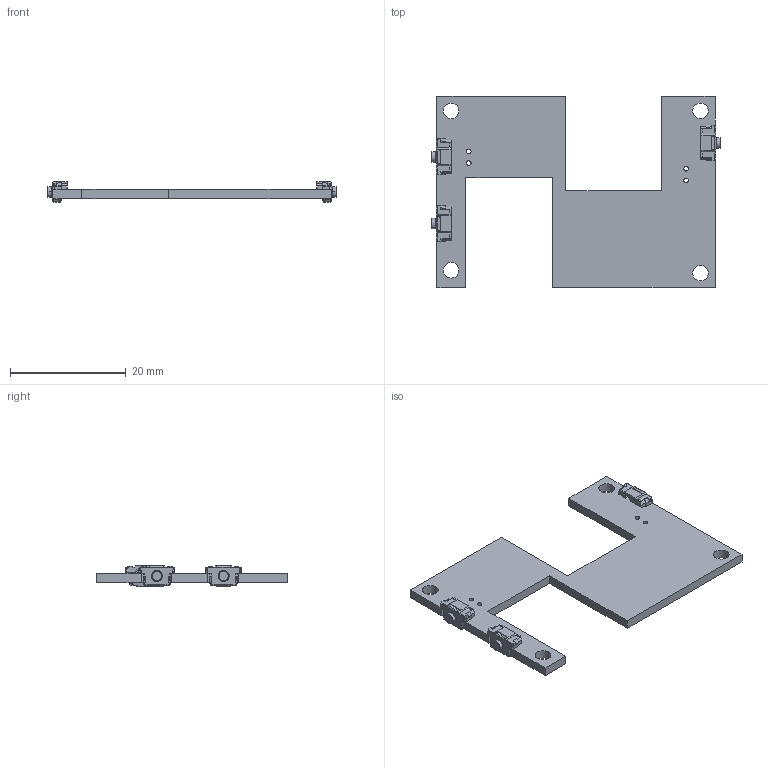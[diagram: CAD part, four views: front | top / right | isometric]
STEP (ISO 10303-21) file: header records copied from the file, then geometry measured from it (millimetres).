
FILE_DESCRIPTION(('KiCad electronic assembly'),'2;1');
FILE_NAME('watch.step','2022-11-06T11:55:24',('Pcbnew'),('Kicad'), 'Open CASCADE STEP processor 7.5','KiCad to STEP converter','Unknown' );
FILE_SCHEMA(('AUTOMOTIVE_DESIGN { 1 0 10303 214 1 1 1 1 }'));
Length unit declared in the file: millimetre
Products named in the file (4): watch 1; EVQP4-HB3B_KB3Q_MB3K; COMPOUND; watch PCB
Assembly tree (5 placements, depth 3):
  watch 1
    EVQP4-HB3B_KB3Q_MB3K  x3
      COMPOUND
    watch PCB
Bounding box: 49.9 x 33 x 3.5 mm (x, y, z)
Volume: 1565.4 mm3; surface area: 2709.1 mm2
Topology: 1 solids, 10 shells, 1027 faces, 3006 edges, 1975 vertices
Faces by surface type: bspline 993, plane 26, cylinder 8
Full cylindrical faces by diameter (mm): 0.8 x4, 2.7 x4
Entity records: 26537 total; most frequent: CARTESIAN_POINT 11917, B_SPLINE_CURVE_WITH_KNOTS 2902, ORIENTED_EDGE 2132, PCURVE 2132, DEFINITIONAL_REPRESENTATION 2132, EDGE_CURVE 1066, SURFACE_CURVE 1058, VERTEX_POINT 701
